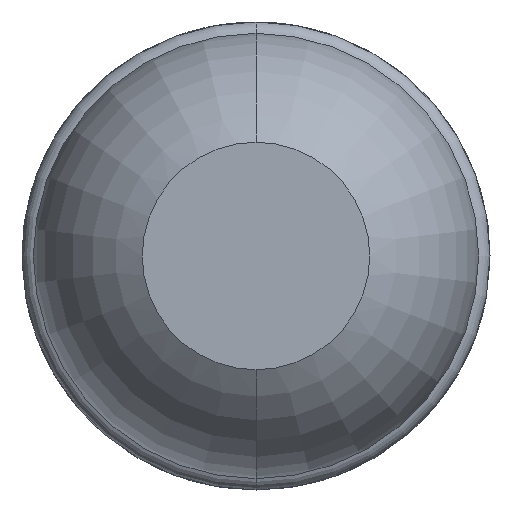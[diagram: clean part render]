
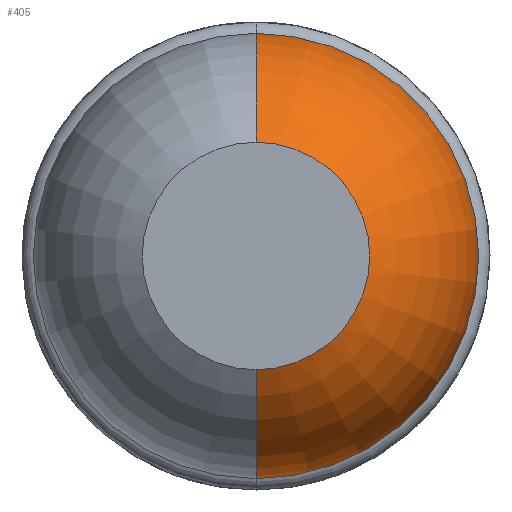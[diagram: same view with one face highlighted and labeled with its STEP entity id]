
A CAD part, front view. The second image highlights one B-rep face of the part: STEP entity #405.
In plain terms, the highlighted toroidal (fillet/blend) face has major radius 0.035 mm and minor radius 0.65 mm.
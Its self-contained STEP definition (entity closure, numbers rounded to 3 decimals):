
#254 = DIRECTION ( 'NONE',  ( 0., -1., 0. ) ) ;
#281 = CARTESIAN_POINT ( 'NONE',  ( 0., -24.431, -0.035 ) ) ;
#374 = AXIS2_PLACEMENT_3D ( 'NONE', #1566, #2087, #1266 ) ;
#405 = ADVANCED_FACE ( 'Defeature ausgef�hrt1_32', ( #3108 ), #2640, .T. ) ;
#410 = ORIENTED_EDGE ( 'NONE', *, *, #4386, .T. ) ;
#447 = CIRCLE ( 'NONE', #1134, 0.35 ) ;
#671 = ORIENTED_EDGE ( 'NONE', *, *, #3864, .F. ) ;
#748 = DIRECTION ( 'NONE',  ( 0., 0., -1. ) ) ;
#1134 = AXIS2_PLACEMENT_3D ( 'NONE', #3769, #3371, #4991 ) ;
#1137 = CIRCLE ( 'NONE', #374, 0.685 ) ;
#1266 = DIRECTION ( 'NONE',  ( 0., 0., -1. ) ) ;
#1281 = VERTEX_POINT ( 'NONE', #4272 ) ;
#1387 = VERTEX_POINT ( 'NONE', #3986 ) ;
#1484 = CIRCLE ( 'NONE', #4511, 0.65 ) ;
#1496 = CARTESIAN_POINT ( 'NONE',  ( 0., -24.431, -0.685 ) ) ;
#1566 = CARTESIAN_POINT ( 'NONE',  ( 0., -24.431, 0. ) ) ;
#1710 = AXIS2_PLACEMENT_3D ( 'NONE', #2793, #254, #5173 ) ;
#1773 = CARTESIAN_POINT ( 'NONE',  ( 0., -24.431, 0.685 ) ) ;
#2087 = DIRECTION ( 'NONE',  ( 0., -1., 0. ) ) ;
#2194 = EDGE_LOOP ( 'NONE', ( #4919, #410, #671, #4806 ) ) ;
#2640 = TOROIDAL_SURFACE ( 'NONE', #1710, 0.035, 0.65 ) ;
#2715 = DIRECTION ( 'NONE',  ( 0., 0., 1. ) ) ;
#2793 = CARTESIAN_POINT ( 'NONE',  ( 0., -24.431, 0. ) ) ;
#3042 = VERTEX_POINT ( 'NONE', #1773 ) ;
#3071 = AXIS2_PLACEMENT_3D ( 'NONE', #281, #3187, #2715 ) ;
#3108 = FACE_OUTER_BOUND ( 'NONE', #2194, .T. ) ;
#3187 = DIRECTION ( 'NONE',  ( -1., 0., 0. ) ) ;
#3371 = DIRECTION ( 'NONE',  ( 0., -1., 0. ) ) ;
#3461 = DIRECTION ( 'NONE',  ( 1., 0., 0. ) ) ;
#3769 = CARTESIAN_POINT ( 'NONE',  ( 0., -25., 0. ) ) ;
#3864 = EDGE_CURVE ( 'NONE', #1387, #1281, #447, .T. ) ;
#3867 = EDGE_CURVE ( 'NONE', #4438, #1387, #4929, .T. ) ;
#3986 = CARTESIAN_POINT ( 'NONE',  ( 0., -25., -0.35 ) ) ;
#4272 = CARTESIAN_POINT ( 'NONE',  ( 0., -25., 0.35 ) ) ;
#4386 = EDGE_CURVE ( 'NONE', #3042, #1281, #1484, .T. ) ;
#4438 = VERTEX_POINT ( 'NONE', #1496 ) ;
#4511 = AXIS2_PLACEMENT_3D ( 'NONE', #5187, #3461, #748 ) ;
#4806 = ORIENTED_EDGE ( 'NONE', *, *, #3867, .F. ) ;
#4919 = ORIENTED_EDGE ( 'NONE', *, *, #4972, .T. ) ;
#4929 = CIRCLE ( 'NONE', #3071, 0.65 ) ;
#4972 = EDGE_CURVE ( 'NONE', #4438, #3042, #1137, .T. ) ;
#4991 = DIRECTION ( 'NONE',  ( 0., 0., -1. ) ) ;
#5173 = DIRECTION ( 'NONE',  ( 0., 0., -1. ) ) ;
#5187 = CARTESIAN_POINT ( 'NONE',  ( 0., -24.431, 0.035 ) ) ;
